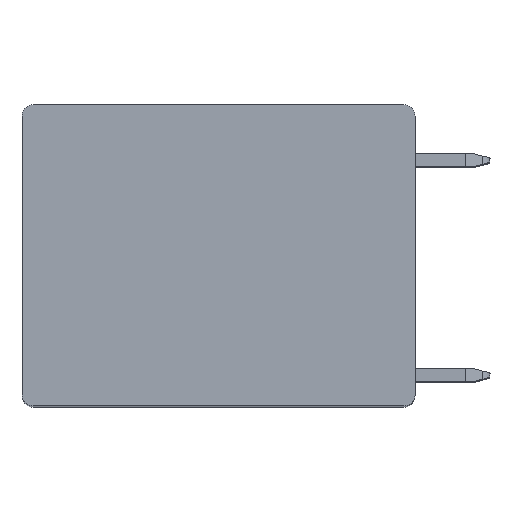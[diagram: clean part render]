
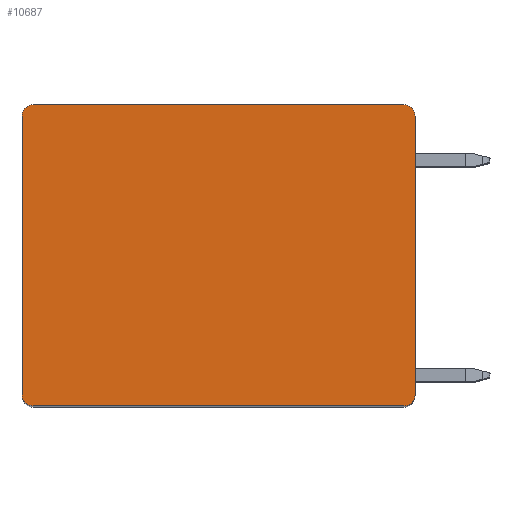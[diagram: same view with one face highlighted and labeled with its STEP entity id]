
A CAD part, top view. The second image highlights one B-rep face of the part: STEP entity #10687.
In plain terms, the highlighted planar face has unit normal (0, 0, 1).
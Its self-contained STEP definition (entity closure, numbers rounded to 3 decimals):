
#2833=CARTESIAN_POINT('',(-11.375,8.55,43.05));
#2834=DIRECTION('',(0.,0.,1.));
#2835=DIRECTION('',(0.,1.,0.));
#2836=AXIS2_PLACEMENT_3D('',#2833,#2834,#2835);
#2838=DIRECTION('',(-1.,0.,0.));
#2839=VECTOR('',#2838,22.75);
#2840=CARTESIAN_POINT('',(11.375,9.25,43.05));
#2841=LINE('',#2840,#2839);
#2842=CARTESIAN_POINT('',(11.375,8.55,43.05));
#2843=DIRECTION('',(0.,0.,1.));
#2844=DIRECTION('',(1.,0.,0.));
#2845=AXIS2_PLACEMENT_3D('',#2842,#2843,#2844);
#2847=DIRECTION('',(0.,1.,0.));
#2848=VECTOR('',#2847,17.1);
#2849=CARTESIAN_POINT('',(12.075,-8.55,43.05));
#2850=LINE('',#2849,#2848);
#2851=CARTESIAN_POINT('',(11.375,-8.55,43.05));
#2852=DIRECTION('',(0.,0.,1.));
#2853=DIRECTION('',(0.,-1.,0.));
#2854=AXIS2_PLACEMENT_3D('',#2851,#2852,#2853);
#2856=DIRECTION('',(1.,0.,0.));
#2857=VECTOR('',#2856,22.75);
#2858=CARTESIAN_POINT('',(-11.375,-9.25,43.05));
#2859=LINE('',#2858,#2857);
#2860=CARTESIAN_POINT('',(-11.375,-8.55,43.05));
#2861=DIRECTION('',(0.,0.,1.));
#2862=DIRECTION('',(-1.,0.,0.));
#2863=AXIS2_PLACEMENT_3D('',#2860,#2861,#2862);
#2865=DIRECTION('',(0.,-1.,0.));
#2866=VECTOR('',#2865,17.1);
#2867=CARTESIAN_POINT('',(-12.075,8.55,43.05));
#2868=LINE('',#2867,#2866);
#5817=CARTESIAN_POINT('',(-11.375,9.25,43.05));
#5818=CARTESIAN_POINT('',(-12.075,8.55,43.05));
#5819=VERTEX_POINT('',#5817);
#5820=VERTEX_POINT('',#5818);
#5825=CARTESIAN_POINT('',(12.075,8.55,43.05));
#5826=VERTEX_POINT('',#5825);
#5827=CARTESIAN_POINT('',(11.375,9.25,43.05));
#5828=VERTEX_POINT('',#5827);
#5833=CARTESIAN_POINT('',(11.375,-9.25,43.05));
#5834=VERTEX_POINT('',#5833);
#5835=CARTESIAN_POINT('',(12.075,-8.55,43.05));
#5836=VERTEX_POINT('',#5835);
#5841=CARTESIAN_POINT('',(-12.075,-8.55,43.05));
#5842=VERTEX_POINT('',#5841);
#5843=CARTESIAN_POINT('',(-11.375,-9.25,43.05));
#5844=VERTEX_POINT('',#5843);
#10672=CARTESIAN_POINT('',(0.,0.,43.05));
#10673=DIRECTION('',(0.,0.,1.));
#10674=DIRECTION('',(1.,0.,0.));
#10675=AXIS2_PLACEMENT_3D('',#10672,#10673,#10674);
#10676=PLANE('',#10675);
#10677=ORIENTED_EDGE('',*,*,#7166,.F.);
#10678=ORIENTED_EDGE('',*,*,#7528,.F.);
#10679=ORIENTED_EDGE('',*,*,#8677,.F.);
#10680=ORIENTED_EDGE('',*,*,#8692,.F.);
#10681=ORIENTED_EDGE('',*,*,#10457,.F.);
#10682=ORIENTED_EDGE('',*,*,#10472,.F.);
#10683=ORIENTED_EDGE('',*,*,#10485,.F.);
#10684=ORIENTED_EDGE('',*,*,#10497,.F.);
#10685=EDGE_LOOP('',(#10677,#10678,#10679,#10680,#10681,#10682,#10683,#10684));
#10686=FACE_OUTER_BOUND('',#10685,.F.);
#2837=CIRCLE('',#2836,0.7);
#2846=CIRCLE('',#2845,0.7);
#2855=CIRCLE('',#2854,0.7);
#2864=CIRCLE('',#2863,0.7);
#7166=EDGE_CURVE('',#5819,#5820,#2837,.T.);
#7528=EDGE_CURVE('',#5828,#5819,#2841,.T.);
#8677=EDGE_CURVE('',#5826,#5828,#2846,.T.);
#8692=EDGE_CURVE('',#5836,#5826,#2850,.T.);
#10457=EDGE_CURVE('',#5834,#5836,#2855,.T.);
#10472=EDGE_CURVE('',#5844,#5834,#2859,.T.);
#10485=EDGE_CURVE('',#5842,#5844,#2864,.T.);
#10497=EDGE_CURVE('',#5820,#5842,#2868,.T.);
#10687=ADVANCED_FACE('',(#10686),#10676,.T.);
